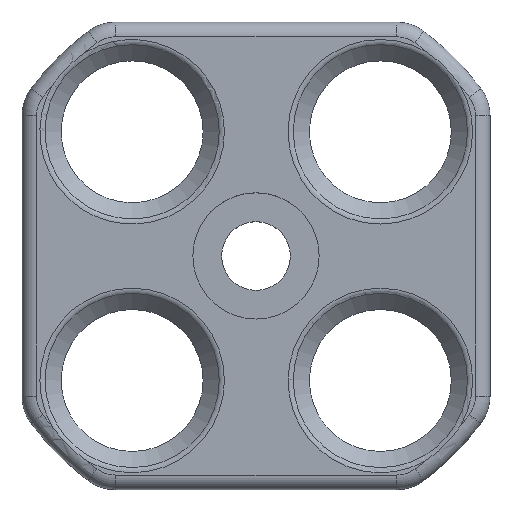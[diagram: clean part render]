
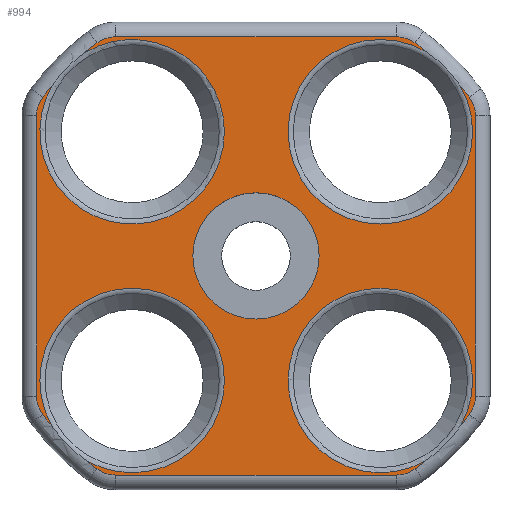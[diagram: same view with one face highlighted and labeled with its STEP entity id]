
A CAD part, top view. The second image highlights one B-rep face of the part: STEP entity #994.
In plain terms, the highlighted planar face has unit normal (0, 0, 1).
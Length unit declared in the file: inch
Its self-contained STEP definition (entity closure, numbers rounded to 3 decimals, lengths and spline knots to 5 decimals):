
#25=PLANE('',#1129);
#43=LINE('',#1673,#83);
#45=LINE('',#1688,#85);
#47=LINE('',#1703,#87);
#49=LINE('',#1715,#89);
#83=VECTOR('',#1307,0.38394);
#85=VECTOR('',#1327,0.38478);
#87=VECTOR('',#1347,0.38394);
#89=VECTOR('',#1365,0.38478);
#175=FACE_BOUND('',#305,.T.);
#228=FACE_OUTER_BOUND('',#304,.T.);
#304=EDGE_LOOP('',(#803,#804,#805,#806,#807,#808,#809,#810,#811,#812,#813,
#814,#815,#816,#817,#818,#819,#820,#821,#822,#823,#824,#825,#826));
#305=EDGE_LOOP('',(#827));
#358=CIRCLE('',#1036,0.12638);
#360=CIRCLE('',#1039,0.36408);
#364=CIRCLE('',#1043,0.36408);
#366=CIRCLE('',#1047,0.12638);
#368=CIRCLE('',#1050,0.36408);
#372=CIRCLE('',#1054,0.36408);
#374=CIRCLE('',#1058,0.12638);
#376=CIRCLE('',#1061,0.36408);
#380=CIRCLE('',#1065,0.36408);
#382=CIRCLE('',#1069,0.12638);
#384=CIRCLE('',#1072,0.36408);
#388=CIRCLE('',#1076,0.36408);
#391=CIRCLE('',#1081,0.0425);
#395=CIRCLE('',#1086,0.0425);
#398=CIRCLE('',#1091,0.0425);
#401=CIRCLE('',#1095,0.0425);
#404=CIRCLE('',#1100,0.0425);
#407=CIRCLE('',#1104,0.0425);
#410=CIRCLE('',#1109,0.0425);
#413=CIRCLE('',#1113,0.0425);
#420=CIRCLE('',#1130,0.0865);
#445=VERTEX_POINT('',#1541);
#446=VERTEX_POINT('',#1542);
#448=VERTEX_POINT('',#1557);
#451=VERTEX_POINT('',#1563);
#453=VERTEX_POINT('',#1570);
#454=VERTEX_POINT('',#1571);
#456=VERTEX_POINT('',#1586);
#459=VERTEX_POINT('',#1592);
#461=VERTEX_POINT('',#1599);
#462=VERTEX_POINT('',#1600);
#464=VERTEX_POINT('',#1615);
#467=VERTEX_POINT('',#1621);
#469=VERTEX_POINT('',#1628);
#470=VERTEX_POINT('',#1629);
#472=VERTEX_POINT('',#1644);
#475=VERTEX_POINT('',#1650);
#478=VERTEX_POINT('',#1658);
#479=VERTEX_POINT('',#1663);
#481=VERTEX_POINT('',#1669);
#483=VERTEX_POINT('',#1678);
#485=VERTEX_POINT('',#1684);
#487=VERTEX_POINT('',#1693);
#489=VERTEX_POINT('',#1699);
#491=VERTEX_POINT('',#1708);
#502=VERTEX_POINT('',#1751);
#541=EDGE_CURVE('',#446,#445,#358,.T.);
#543=EDGE_CURVE('',#445,#448,#360,.T.);
#547=EDGE_CURVE('',#451,#446,#364,.T.);
#550=EDGE_CURVE('',#454,#453,#366,.T.);
#552=EDGE_CURVE('',#453,#456,#368,.T.);
#556=EDGE_CURVE('',#459,#454,#372,.T.);
#559=EDGE_CURVE('',#462,#461,#374,.T.);
#561=EDGE_CURVE('',#461,#464,#376,.T.);
#565=EDGE_CURVE('',#467,#462,#380,.T.);
#568=EDGE_CURVE('',#470,#469,#382,.T.);
#570=EDGE_CURVE('',#469,#472,#384,.T.);
#574=EDGE_CURVE('',#475,#470,#388,.T.);
#577=EDGE_CURVE('',#478,#475,#391,.T.);
#581=EDGE_CURVE('',#472,#479,#395,.T.);
#584=EDGE_CURVE('',#479,#481,#43,.T.);
#586=EDGE_CURVE('',#481,#467,#398,.T.);
#589=EDGE_CURVE('',#464,#483,#401,.T.);
#592=EDGE_CURVE('',#483,#485,#45,.T.);
#594=EDGE_CURVE('',#485,#459,#404,.T.);
#597=EDGE_CURVE('',#456,#487,#407,.T.);
#600=EDGE_CURVE('',#487,#489,#47,.T.);
#602=EDGE_CURVE('',#489,#451,#410,.T.);
#605=EDGE_CURVE('',#448,#491,#413,.T.);
#607=EDGE_CURVE('',#491,#478,#49,.T.);
#625=EDGE_CURVE('',#502,#502,#420,.T.);
#803=ORIENTED_EDGE('',*,*,#541,.F.);
#804=ORIENTED_EDGE('',*,*,#547,.F.);
#805=ORIENTED_EDGE('',*,*,#602,.F.);
#806=ORIENTED_EDGE('',*,*,#600,.F.);
#807=ORIENTED_EDGE('',*,*,#597,.F.);
#808=ORIENTED_EDGE('',*,*,#552,.F.);
#809=ORIENTED_EDGE('',*,*,#550,.F.);
#810=ORIENTED_EDGE('',*,*,#556,.F.);
#811=ORIENTED_EDGE('',*,*,#594,.F.);
#812=ORIENTED_EDGE('',*,*,#592,.F.);
#813=ORIENTED_EDGE('',*,*,#589,.F.);
#814=ORIENTED_EDGE('',*,*,#561,.F.);
#815=ORIENTED_EDGE('',*,*,#559,.F.);
#816=ORIENTED_EDGE('',*,*,#565,.F.);
#817=ORIENTED_EDGE('',*,*,#586,.F.);
#818=ORIENTED_EDGE('',*,*,#584,.F.);
#819=ORIENTED_EDGE('',*,*,#581,.F.);
#820=ORIENTED_EDGE('',*,*,#570,.F.);
#821=ORIENTED_EDGE('',*,*,#568,.F.);
#822=ORIENTED_EDGE('',*,*,#574,.F.);
#823=ORIENTED_EDGE('',*,*,#577,.F.);
#824=ORIENTED_EDGE('',*,*,#607,.F.);
#825=ORIENTED_EDGE('',*,*,#605,.F.);
#826=ORIENTED_EDGE('',*,*,#543,.F.);
#827=ORIENTED_EDGE('',*,*,#625,.T.);
#994=ADVANCED_FACE('',(#228,#175),#25,.T.);
#1036=AXIS2_PLACEMENT_3D('',#1553,#1200,#1201);
#1039=AXIS2_PLACEMENT_3D('',#1558,#1206,#1207);
#1043=AXIS2_PLACEMENT_3D('',#1565,#1214,#1215);
#1047=AXIS2_PLACEMENT_3D('',#1582,#1222,#1223);
#1050=AXIS2_PLACEMENT_3D('',#1587,#1228,#1229);
#1054=AXIS2_PLACEMENT_3D('',#1594,#1236,#1237);
#1058=AXIS2_PLACEMENT_3D('',#1611,#1244,#1245);
#1061=AXIS2_PLACEMENT_3D('',#1616,#1250,#1251);
#1065=AXIS2_PLACEMENT_3D('',#1623,#1258,#1259);
#1069=AXIS2_PLACEMENT_3D('',#1640,#1266,#1267);
#1072=AXIS2_PLACEMENT_3D('',#1645,#1272,#1273);
#1076=AXIS2_PLACEMENT_3D('',#1652,#1280,#1281);
#1081=AXIS2_PLACEMENT_3D('',#1660,#1290,#1291);
#1086=AXIS2_PLACEMENT_3D('',#1667,#1300,#1301);
#1091=AXIS2_PLACEMENT_3D('',#1676,#1312,#1313);
#1095=AXIS2_PLACEMENT_3D('',#1682,#1320,#1321);
#1100=AXIS2_PLACEMENT_3D('',#1691,#1332,#1333);
#1104=AXIS2_PLACEMENT_3D('',#1697,#1340,#1341);
#1109=AXIS2_PLACEMENT_3D('',#1706,#1352,#1353);
#1113=AXIS2_PLACEMENT_3D('',#1712,#1360,#1361);
#1129=AXIS2_PLACEMENT_3D('',#1750,#1405,#1406);
#1130=AXIS2_PLACEMENT_3D('',#1752,#1407,#1408);
#1200=DIRECTION('center_axis',(0.,0.,1.));
#1201=DIRECTION('ref_axis',(-1.,0.,0.));
#1206=DIRECTION('center_axis',(0.,0.,-1.));
#1207=DIRECTION('ref_axis',(-0.708,0.707,0.));
#1214=DIRECTION('center_axis',(0.,0.,-1.));
#1215=DIRECTION('ref_axis',(-0.708,0.707,0.));
#1222=DIRECTION('center_axis',(0.,0.,1.));
#1223=DIRECTION('ref_axis',(-1.,0.,0.));
#1228=DIRECTION('center_axis',(0.,0.,-1.));
#1229=DIRECTION('ref_axis',(-0.708,-0.707,0.));
#1236=DIRECTION('center_axis',(0.,0.,-1.));
#1237=DIRECTION('ref_axis',(-0.708,-0.707,0.));
#1244=DIRECTION('center_axis',(0.,0.,1.));
#1245=DIRECTION('ref_axis',(-1.,0.,0.));
#1250=DIRECTION('center_axis',(0.,0.,-1.));
#1251=DIRECTION('ref_axis',(0.708,-0.707,0.));
#1258=DIRECTION('center_axis',(0.,0.,-1.));
#1259=DIRECTION('ref_axis',(0.708,-0.707,0.));
#1266=DIRECTION('center_axis',(0.,0.,1.));
#1267=DIRECTION('ref_axis',(-1.,0.,0.));
#1272=DIRECTION('center_axis',(0.,0.,-1.));
#1273=DIRECTION('ref_axis',(0.708,0.707,0.));
#1280=DIRECTION('center_axis',(0.,0.,-1.));
#1281=DIRECTION('ref_axis',(0.708,0.707,0.));
#1290=DIRECTION('center_axis',(0.,0.,-1.));
#1291=DIRECTION('ref_axis',(0.315,0.949,0.));
#1300=DIRECTION('center_axis',(0.,0.,-1.));
#1301=DIRECTION('ref_axis',(0.949,0.314,0.));
#1307=DIRECTION('',(0.,-1.,0.));
#1312=DIRECTION('center_axis',(0.,0.,-1.));
#1313=DIRECTION('ref_axis',(0.949,-0.314,0.));
#1320=DIRECTION('center_axis',(0.,0.,-1.));
#1321=DIRECTION('ref_axis',(0.315,-0.949,0.));
#1327=DIRECTION('',(-1.,0.,0.));
#1332=DIRECTION('center_axis',(0.,0.,-1.));
#1333=DIRECTION('ref_axis',(-0.315,-0.949,0.));
#1340=DIRECTION('center_axis',(0.,0.,-1.));
#1341=DIRECTION('ref_axis',(-0.949,-0.314,0.));
#1347=DIRECTION('',(0.,1.,0.));
#1352=DIRECTION('center_axis',(0.,0.,-1.));
#1353=DIRECTION('ref_axis',(-0.949,0.314,0.));
#1360=DIRECTION('center_axis',(0.,0.,-1.));
#1361=DIRECTION('ref_axis',(-0.315,0.949,0.));
#1365=DIRECTION('',(1.,0.,0.));
#1405=DIRECTION('center_axis',(0.,0.,1.));
#1406=DIRECTION('ref_axis',(1.,0.,0.));
#1407=DIRECTION('center_axis',(0.,0.,-1.));
#1408=DIRECTION('ref_axis',(1.,0.,0.));
#1541=CARTESIAN_POINT('',(-0.48541,0.18899,0.));
#1542=CARTESIAN_POINT('',(-0.52887,0.14561,0.));
#1553=CARTESIAN_POINT('Origin',(-0.42054,0.08054,0.));
#1557=CARTESIAN_POINT('',(-0.46867,0.20228,0.));
#1558=CARTESIAN_POINT('Origin',(-0.25085,-0.08947,
0.));
#1563=CARTESIAN_POINT('',(-0.54295,0.12787,0.));
#1565=CARTESIAN_POINT('Origin',(-0.25085,-0.08947,
0.));
#1570=CARTESIAN_POINT('',(-0.53009,-0.32309,0.));
#1571=CARTESIAN_POINT('',(-0.48293,-0.37,0.));
#1582=CARTESIAN_POINT('Origin',(-0.42054,-0.26009,0.));
#1586=CARTESIAN_POINT('',(-0.54295,-0.30681,0.));
#1587=CARTESIAN_POINT('Origin',(-0.25085,-0.08947,
0.));
#1592=CARTESIAN_POINT('',(-0.46867,-0.38121,0.));
#1594=CARTESIAN_POINT('Origin',(-0.25085,-0.08947,
0.));
#1599=CARTESIAN_POINT('',(-0.02007,-0.37107,0.));
#1600=CARTESIAN_POINT('',(0.03032,-0.32076,0.));
#1611=CARTESIAN_POINT('Origin',(-0.08054,-0.26009,
0.));
#1615=CARTESIAN_POINT('',(-0.03303,-0.38121,0.));
#1616=CARTESIAN_POINT('Origin',(-0.25085,-0.08947,
0.));
#1621=CARTESIAN_POINT('',(0.04125,-0.30681,0.));
#1623=CARTESIAN_POINT('Origin',(-0.25085,-0.08947,
0.));
#1628=CARTESIAN_POINT('',(0.02925,0.14314,0.));
#1629=CARTESIAN_POINT('',(-0.01774,0.19021,0.));
#1640=CARTESIAN_POINT('Origin',(-0.08054,0.08054,0.));
#1644=CARTESIAN_POINT('',(0.04125,0.12787,0.));
#1645=CARTESIAN_POINT('Origin',(-0.25085,-0.08947,
0.));
#1650=CARTESIAN_POINT('',(-0.03303,0.20228,0.));
#1652=CARTESIAN_POINT('Origin',(-0.25085,-0.08947,
0.));
#1658=CARTESIAN_POINT('',(-0.05846,0.21072,0.));
#1660=CARTESIAN_POINT('Origin',(-0.05846,0.16822,0.));
#1663=CARTESIAN_POINT('',(0.04965,0.1025,0.));
#1667=CARTESIAN_POINT('Origin',(0.00715,0.1025,0.));
#1669=CARTESIAN_POINT('',(0.04965,-0.28144,0.));
#1673=CARTESIAN_POINT('',(0.04965,0.07063,0.));
#1676=CARTESIAN_POINT('Origin',(0.00715,-0.28144,
0.));
#1678=CARTESIAN_POINT('',(-0.05846,-0.38965,0.));
#1682=CARTESIAN_POINT('Origin',(-0.05846,-0.34715,
0.));
#1684=CARTESIAN_POINT('',(-0.44324,-0.38965,0.));
#1688=CARTESIAN_POINT('',(-0.0906,-0.38965,0.));
#1691=CARTESIAN_POINT('Origin',(-0.44324,-0.34715,0.));
#1693=CARTESIAN_POINT('',(-0.55135,-0.28144,0.));
#1697=CARTESIAN_POINT('Origin',(-0.50885,-0.28144,0.));
#1699=CARTESIAN_POINT('',(-0.55135,0.1025,0.));
#1703=CARTESIAN_POINT('',(-0.55135,-0.24956,0.));
#1706=CARTESIAN_POINT('Origin',(-0.50885,0.1025,0.));
#1708=CARTESIAN_POINT('',(-0.44324,0.21072,0.));
#1712=CARTESIAN_POINT('Origin',(-0.44324,0.16822,0.));
#1715=CARTESIAN_POINT('',(-0.4111,0.21072,0.));
#1750=CARTESIAN_POINT('Origin',(-0.25085,-0.08947,
0.));
#1751=CARTESIAN_POINT('',(-0.16435,-0.08947,0.));
#1752=CARTESIAN_POINT('Origin',(-0.25085,-0.08947,
0.));
